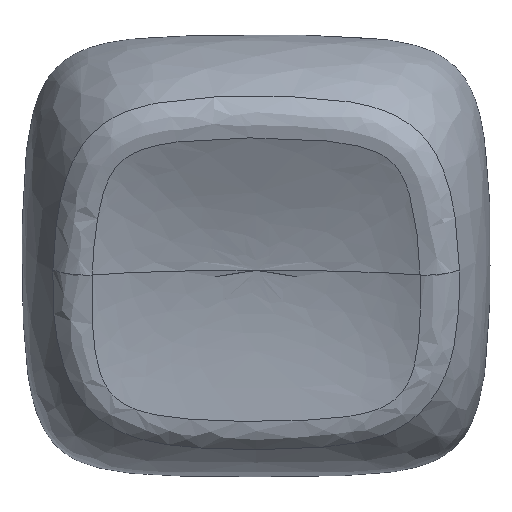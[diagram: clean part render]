
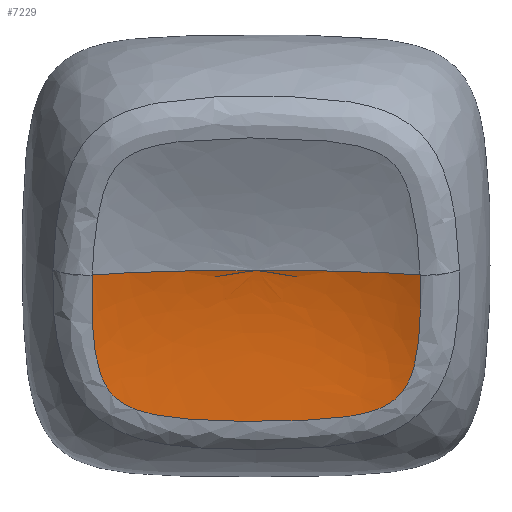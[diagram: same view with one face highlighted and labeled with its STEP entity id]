
A CAD part, top view. The second image highlights one B-rep face of the part: STEP entity #7229.
In plain terms, the highlighted free-form (B-spline) face has degree [3, 3] with [10, 5] control points.
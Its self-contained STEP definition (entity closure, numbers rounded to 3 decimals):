
#6894 = EDGE_CURVE('',#6895,#6897,#6899,.T.);
#6895 = VERTEX_POINT('',#6896);
#6896 = CARTESIAN_POINT('',(6.123,-0.726,
    7.008));
#6897 = VERTEX_POINT('',#6898);
#6898 = CARTESIAN_POINT('',(-6.123,-0.726,
    7.008));
#6899 = B_SPLINE_CURVE_WITH_KNOTS('',3,(#6900,#6901,#6902,#6903,#6904,
    #6905,#6906,#6907,#6908,#6909,#6910,#6911,#6912,#6913,#6914,#6915,
    #6916,#6917,#6918,#6919,#6920,#6921,#6922),.UNSPECIFIED.,.F.,.F.,(4,
    2,1,1,1,1,1,1,1,2,1,1,1,1,1,1,2,4),(-2.157,-2.152,
    -2.018,-1.883,-1.749,-1.682,
    -1.615,-1.481,-1.347,-1.078,
    -0.81,-0.676,-0.542,-0.475,
    -0.408,-0.273,-0.005,0.),
  .UNSPECIFIED.);
#6900 = CARTESIAN_POINT('',(6.123,-0.726,
    7.008));
#6901 = CARTESIAN_POINT('',(6.123,-0.742,7.004
    ));
#6902 = CARTESIAN_POINT('',(6.124,-0.758,
    7.));
#6903 = CARTESIAN_POINT('',(6.14,-1.196,
    6.888));
#6904 = CARTESIAN_POINT('',(6.149,-2.048,
    6.677));
#6905 = CARTESIAN_POINT('',(6.076,-3.301,
    6.386));
#6906 = CARTESIAN_POINT('',(5.891,-4.315,
    6.174));
#6907 = CARTESIAN_POINT('',(5.532,-5.037,
    6.024));
#6908 = CARTESIAN_POINT('',(4.958,-5.61,
    5.892));
#6909 = CARTESIAN_POINT('',(3.958,-5.953,
    5.795));
#6910 = CARTESIAN_POINT('',(2.226,-6.163,
    5.733));
#6911 = CARTESIAN_POINT('',(0.89,-6.187,
    5.726));
#6912 = CARTESIAN_POINT('',(-0.891,-6.187,
    5.726));
#6913 = CARTESIAN_POINT('',(-2.226,-6.162,
    5.733));
#6914 = CARTESIAN_POINT('',(-3.96,-5.953,
    5.795));
#6915 = CARTESIAN_POINT('',(-4.961,-5.608,
    5.893));
#6916 = CARTESIAN_POINT('',(-5.533,-5.036,
    6.025));
#6917 = CARTESIAN_POINT('',(-5.892,-4.313,6.175
    ));
#6918 = CARTESIAN_POINT('',(-6.146,-2.895,
    6.47));
#6919 = CARTESIAN_POINT('',(-6.156,-1.618,
    6.781));
#6920 = CARTESIAN_POINT('',(-6.124,-0.758,
    7.));
#6921 = CARTESIAN_POINT('',(-6.123,-0.742,
    7.004));
#6922 = CARTESIAN_POINT('',(-6.123,-0.726,
    7.008));
#7229 = ADVANCED_FACE('',(#7230),#7259,.F.);
#7230 = FACE_BOUND('',#7231,.F.);
#7231 = EDGE_LOOP('',(#7232,#7246,#7258));
#7232 = ORIENTED_EDGE('',*,*,#7233,.T.);
#7233 = EDGE_CURVE('',#6897,#7234,#7236,.T.);
#7234 = VERTEX_POINT('',#7235);
#7235 = CARTESIAN_POINT('',(0.,-0.552,6.359));
#7236 = B_SPLINE_CURVE_WITH_KNOTS('',5,(#7237,#7238,#7239,#7240,#7241,
    #7242,#7243,#7244,#7245),.UNSPECIFIED.,.F.,.F.,(6,1,1,1,6),(
    0.221,0.4,0.6,0.8,1.),.UNSPECIFIED.);
#7237 = CARTESIAN_POINT('',(-6.123,-0.726,
    7.008));
#7238 = CARTESIAN_POINT('',(-5.964,-0.713,
    6.959));
#7239 = CARTESIAN_POINT('',(-5.61,-0.686,
    6.859));
#7240 = CARTESIAN_POINT('',(-5.013,-0.647,
    6.715));
#7241 = CARTESIAN_POINT('',(-4.06,-0.601,
    6.543));
#7242 = CARTESIAN_POINT('',(-2.788,-0.568,
    6.421));
#7243 = CARTESIAN_POINT('',(-1.523,-0.555,
    6.37));
#7244 = CARTESIAN_POINT('',(-0.532,-0.552,
    6.359));
#7245 = CARTESIAN_POINT('',(0.,-0.552,6.359));
#7246 = ORIENTED_EDGE('',*,*,#7247,.F.);
#7247 = EDGE_CURVE('',#6895,#7234,#7248,.T.);
#7248 = B_SPLINE_CURVE_WITH_KNOTS('',5,(#7249,#7250,#7251,#7252,#7253,
    #7254,#7255,#7256,#7257),.UNSPECIFIED.,.F.,.F.,(6,1,1,1,6),(
    0.221,0.4,0.6,0.8,1.),.UNSPECIFIED.);
#7249 = CARTESIAN_POINT('',(6.123,-0.726,
    7.008));
#7250 = CARTESIAN_POINT('',(5.963,-0.713,
    6.959));
#7251 = CARTESIAN_POINT('',(5.61,-0.686,
    6.859));
#7252 = CARTESIAN_POINT('',(5.013,-0.647,
    6.715));
#7253 = CARTESIAN_POINT('',(4.06,-0.601,
    6.543));
#7254 = CARTESIAN_POINT('',(2.788,-0.568,6.421
    ));
#7255 = CARTESIAN_POINT('',(1.523,-0.555,
    6.37));
#7256 = CARTESIAN_POINT('',(0.532,-0.552,
    6.359));
#7257 = CARTESIAN_POINT('',(0.,-0.552,6.359));
#7258 = ORIENTED_EDGE('',*,*,#6894,.T.);
#7259 = B_SPLINE_SURFACE_WITH_KNOTS('',3,3,(
    (#7260,#7261,#7262,#7263,#7264)
    ,(#7265,#7266,#7267,#7268,#7269)
    ,(#7270,#7271,#7272,#7273,#7274)
    ,(#7275,#7276,#7277,#7278,#7279)
    ,(#7280,#7281,#7282,#7283,#7284)
    ,(#7285,#7286,#7287,#7288,#7289)
    ,(#7290,#7291,#7292,#7293,#7294)
    ,(#7295,#7296,#7297,#7298,#7299)
    ,(#7300,#7301,#7302,#7303,#7304)
    ,(#7305,#7306,#7307,#7308,#7309
    )),.UNSPECIFIED.,.F.,.F.,.F.,(4,1,1,1,1,1,1,4),(4,1,4),(0.,
    0.143,0.286,0.429,0.571,
    0.714,0.857,1.),(0.095,0.483
    ,1.),.UNSPECIFIED.);
#7260 = CARTESIAN_POINT('',(6.649,-0.773,7.185
    ));
#7261 = CARTESIAN_POINT('',(6.146,-0.723,
    6.999));
#7262 = CARTESIAN_POINT('',(4.774,-0.615,
    6.594));
#7263 = CARTESIAN_POINT('',(2.294,-0.552,6.359
    ));
#7264 = CARTESIAN_POINT('',(0.,-0.552,6.359));
#7265 = CARTESIAN_POINT('',(6.649,-1.916,6.879
    ));
#7266 = CARTESIAN_POINT('',(6.146,-1.702,
    6.736));
#7267 = CARTESIAN_POINT('',(4.774,-1.213,
    6.433));
#7268 = CARTESIAN_POINT('',(2.294,-0.769,6.3
    ));
#7269 = CARTESIAN_POINT('',(0.,-0.552,6.359));
#7270 = CARTESIAN_POINT('',(6.43,-4.167,
    6.276));
#7271 = CARTESIAN_POINT('',(5.946,-3.655,
    6.213));
#7272 = CARTESIAN_POINT('',(4.539,-2.38,6.121)
  );
#7273 = CARTESIAN_POINT('',(2.106,-1.143,
    6.2));
#7274 = CARTESIAN_POINT('',(0.,-0.552,6.359));
#7275 = CARTESIAN_POINT('',(5.041,-5.849,5.825
    ));
#7276 = CARTESIAN_POINT('',(4.666,-5.074,
    5.833));
#7277 = CARTESIAN_POINT('',(3.402,-3.273,5.881
    ));
#7278 = CARTESIAN_POINT('',(1.424,-1.516,
    6.1));
#7279 = CARTESIAN_POINT('',(0.,-0.552,6.359));
#7280 = CARTESIAN_POINT('',(2.036,-6.245,
    5.719));
#7281 = CARTESIAN_POINT('',(1.886,-5.371,
    5.753));
#7282 = CARTESIAN_POINT('',(1.323,-3.506,
    5.819));
#7283 = CARTESIAN_POINT('',(0.501,-1.703,
    6.05));
#7284 = CARTESIAN_POINT('',(0.,-0.552,6.359));
#7285 = CARTESIAN_POINT('',(-2.041,-6.244,
    5.719));
#7286 = CARTESIAN_POINT('',(-1.891,-5.37,
    5.753));
#7287 = CARTESIAN_POINT('',(-1.326,-3.505,
    5.819));
#7288 = CARTESIAN_POINT('',(-0.501,-1.703,
    6.05));
#7289 = CARTESIAN_POINT('',(0.,-0.552,6.359));
#7290 = CARTESIAN_POINT('',(-5.036,-5.848,
    5.825));
#7291 = CARTESIAN_POINT('',(-4.662,-5.073,
    5.833));
#7292 = CARTESIAN_POINT('',(-3.4,-3.272,
    5.882));
#7293 = CARTESIAN_POINT('',(-1.424,-1.516,
    6.1));
#7294 = CARTESIAN_POINT('',(0.,-0.552,6.359));
#7295 = CARTESIAN_POINT('',(-6.43,-4.167,
    6.275));
#7296 = CARTESIAN_POINT('',(-5.945,-3.655,
    6.213));
#7297 = CARTESIAN_POINT('',(-4.539,-2.38,
    6.121));
#7298 = CARTESIAN_POINT('',(-2.106,-1.143,
    6.2));
#7299 = CARTESIAN_POINT('',(0.,-0.552,6.359));
#7300 = CARTESIAN_POINT('',(-6.649,-1.916,
    6.879));
#7301 = CARTESIAN_POINT('',(-6.146,-1.702,
    6.736));
#7302 = CARTESIAN_POINT('',(-4.774,-1.213,
    6.433));
#7303 = CARTESIAN_POINT('',(-2.294,-0.769,
    6.3));
#7304 = CARTESIAN_POINT('',(0.,-0.552,6.359));
#7305 = CARTESIAN_POINT('',(-6.649,-0.773,
    7.185));
#7306 = CARTESIAN_POINT('',(-6.146,-0.723,
    6.999));
#7307 = CARTESIAN_POINT('',(-4.774,-0.615,
    6.594));
#7308 = CARTESIAN_POINT('',(-2.294,-0.552,
    6.359));
#7309 = CARTESIAN_POINT('',(0.,-0.552,6.359));
